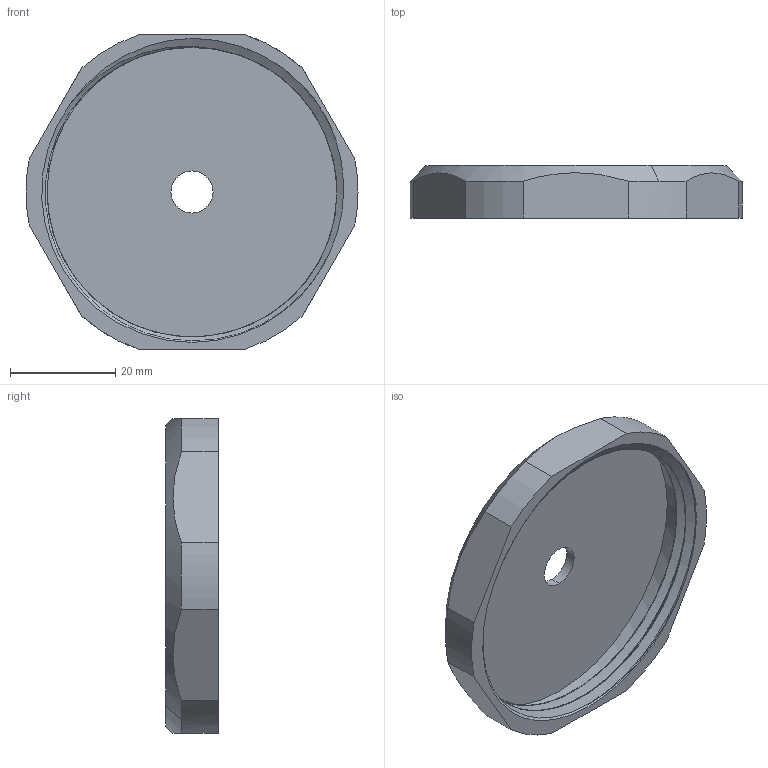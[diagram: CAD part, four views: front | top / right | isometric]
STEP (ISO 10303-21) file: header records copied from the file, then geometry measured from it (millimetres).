
FILE_DESCRIPTION((''),'2;1');
FILE_NAME('BACK_COVER','2022-10-13T',('lenovo'),(''),'PRO/ENGINEER BY PARAMETRIC TECHNOLOGY CORPORATION, 2008380','PRO/ENGINEER BY PARAMETRIC TECHNOLOGY CORPORATION, 2008380','');
FILE_SCHEMA(('CONFIG_CONTROL_DESIGN'));
Length unit declared in the file: millimetre
Products named in the file (1): BACK_COVER
Bounding box: 63 x 10 x 59.76 mm (x, y, z)
Surface area: 10096.2 mm2 (no closed solid volume)
Topology: 0 solids, 3 shells, 32 faces, 102 edges, 74 vertices
Faces by surface type: cylinder 12, plane 11, bspline 6, cone 3
Entity records: 2263 total; most frequent: CARTESIAN_POINT 1370, ORIENTED_EDGE 186, DIRECTION 154, EDGE_CURVE 102, VERTEX_POINT 74, AXIS2_PLACEMENT_3D 61, EDGE_LOOP 35, CIRCLE 35
